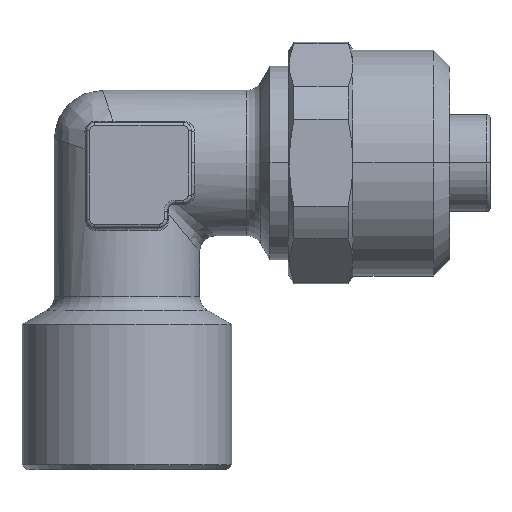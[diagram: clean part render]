
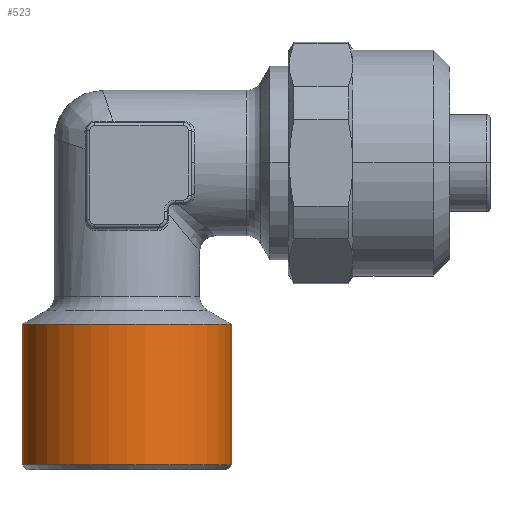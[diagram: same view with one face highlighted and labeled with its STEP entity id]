
A CAD part, top view. The second image highlights one B-rep face of the part: STEP entity #523.
In plain terms, the highlighted cylindrical face has radius 6.5 mm (diameter 13 mm), a partial arc.
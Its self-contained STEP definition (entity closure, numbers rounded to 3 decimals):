
#69 = VERTEX_POINT ( 'NONE', #3972 ) ;
#82 = VERTEX_POINT ( 'NONE', #3985 ) ;
#87 = VERTEX_POINT ( 'NONE', #3990 ) ;
#93 = VERTEX_POINT ( 'NONE', #3996 ) ;
#165 = EDGE_LOOP ( 'NONE', ( #1269, #1271, #1270, #1272 ) ) ;
#523 = ADVANCED_FACE ( 'NONE', ( #4371 ), #4372, .T. ) ;
#693 = CIRCLE ( 'NONE', #698, 6.5 ) ;
#698 = AXIS2_PLACEMENT_3D ( 'NONE', #3231, #3232, #3233 ) ;
#700 = CIRCLE ( 'NONE', #702, 6.5 ) ;
#701 = VECTOR ( 'NONE', #3237, 1000. ) ;
#702 = AXIS2_PLACEMENT_3D ( 'NONE', #3238, #3239, #3240 ) ;
#703 = VECTOR ( 'NONE', #3242, 1000. ) ;
#1269 = ORIENTED_EDGE ( 'NONE', *, *, #4500, .T. ) ;
#1270 = ORIENTED_EDGE ( 'NONE', *, *, #4497, .F. ) ;
#1271 = ORIENTED_EDGE ( 'NONE', *, *, #4499, .T. ) ;
#1272 = ORIENTED_EDGE ( 'NONE', *, *, #4501, .F. ) ;
#1881 = CARTESIAN_POINT ( 'NONE',  ( 0., 2.604, 0. ) ) ;
#1882 = DIRECTION ( 'NONE',  ( 0., 1., 0. ) ) ;
#1883 = DIRECTION ( 'NONE',  ( -1., 0., 0. ) ) ;
#2141 = AXIS2_PLACEMENT_3D ( 'NONE', #1881, #1882, #1883 ) ;
#2882 = LINE ( 'NONE', #3236, #701 ) ;
#2883 = LINE ( 'NONE', #3241, #703 ) ;
#3231 = CARTESIAN_POINT ( 'NONE',  ( 0., -10., 0. ) ) ;
#3232 = DIRECTION ( 'NONE',  ( 0., 1., 0. ) ) ;
#3233 = DIRECTION ( 'NONE',  ( -1., 0., 0. ) ) ;
#3236 = CARTESIAN_POINT ( 'NONE',  ( 6.5, 2.604, 0. ) ) ;
#3237 = DIRECTION ( 'NONE',  ( 0., 1., 0. ) ) ;
#3238 = CARTESIAN_POINT ( 'NONE',  ( 0., -18.7, 0. ) ) ;
#3239 = DIRECTION ( 'NONE',  ( 0., 1., 0. ) ) ;
#3240 = DIRECTION ( 'NONE',  ( -1., 0., 0. ) ) ;
#3241 = CARTESIAN_POINT ( 'NONE',  ( -6.5, 2.604, 0. ) ) ;
#3242 = DIRECTION ( 'NONE',  ( 0., 1., 0. ) ) ;
#3972 = CARTESIAN_POINT ( 'NONE',  ( -6.5, -18.7, 0. ) ) ;
#3985 = CARTESIAN_POINT ( 'NONE',  ( 6.5, -18.7, 0. ) ) ;
#3990 = CARTESIAN_POINT ( 'NONE',  ( 6.5, -10., 0. ) ) ;
#3996 = CARTESIAN_POINT ( 'NONE',  ( -6.5, -10., 0. ) ) ;
#4371 = FACE_OUTER_BOUND ( 'NONE', #165, .T. ) ;
#4372 = CYLINDRICAL_SURFACE ( 'NONE', #2141, 6.5 ) ;
#4497 = EDGE_CURVE ( 'NONE', #93, #87, #693, .T. ) ;
#4499 = EDGE_CURVE ( 'NONE', #82, #87, #2882, .T. ) ;
#4500 = EDGE_CURVE ( 'NONE', #69, #82, #700, .T. ) ;
#4501 = EDGE_CURVE ( 'NONE', #69, #93, #2883, .T. ) ;
